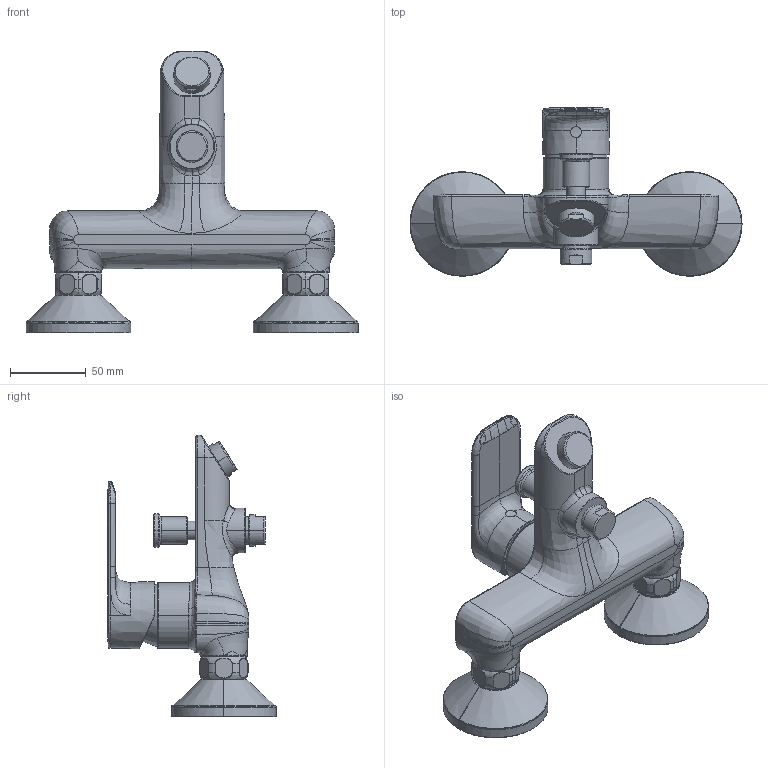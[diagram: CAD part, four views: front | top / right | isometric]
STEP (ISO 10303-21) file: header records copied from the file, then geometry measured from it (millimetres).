
FILE_DESCRIPTION (( 'STEP AP203' ), '1' );
FILE_NAME ('55442103(2022).STEP', '2022-10-27T07:13:17', ( '' ), ( '' ), 'SwSTEP 2.0', 'SolidWorks 2016', '' );
FILE_SCHEMA (( 'CONFIG_CONTROL_DESIGN' ));
Length unit declared in the file: millimetre
Products named in the file (1): 55442103(2022)
Bounding box: 219 x 110.97 x 186 mm (x, y, z)
Surface area: 84716.1 mm2 (no closed solid volume)
Topology: 0 solids, 11 shells, 486 faces, 1176 edges, 728 vertices
Faces by surface type: bspline 247, plane 128, cylinder 85, cone 24, torus 2
Entity records: 38124 total; most frequent: CARTESIAN_POINT 28489, ORIENTED_EDGE 2352, DIRECTION 1522, EDGE_CURVE 1176, VERTEX_POINT 728, AXIS2_PLACEMENT_3D 596, EDGE_LOOP 502, FACE_OUTER_BOUND 486
